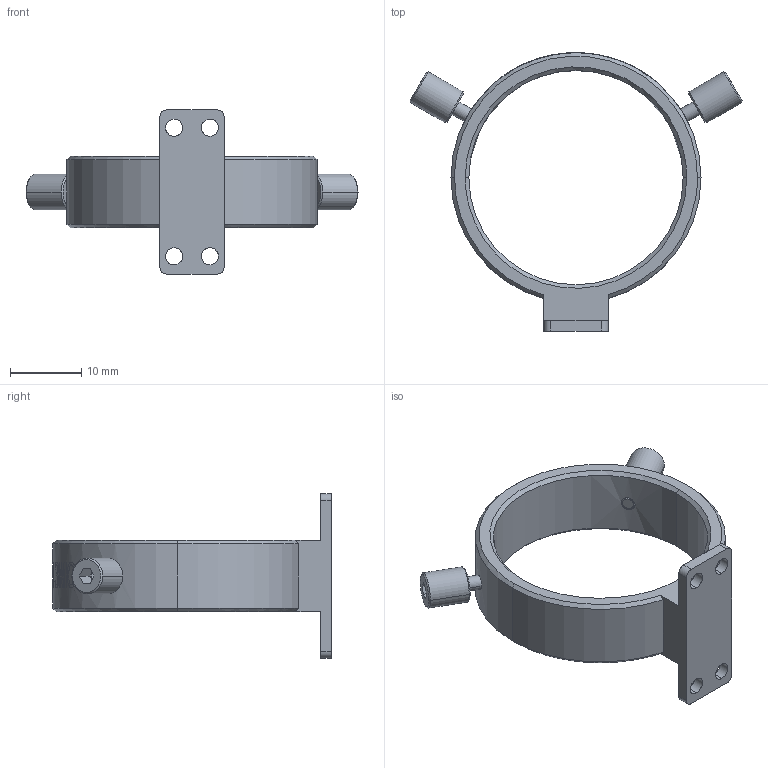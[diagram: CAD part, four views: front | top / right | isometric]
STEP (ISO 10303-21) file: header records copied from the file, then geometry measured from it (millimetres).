
FILE_DESCRIPTION (( 'STEP AP203' ), '1' );
FILE_NAME ('GCT-T13M01 俋倛芞.STEP', '2018-10-25T01:16:13', ( 'china' ), ( 'china' ), 'SwSTEP 2.0', 'SolidWorks 2015', '' );
FILE_SCHEMA (( 'CONFIG_CONTROL_DESIGN' ));
Length unit declared in the file: millimetre
Products named in the file (1): GCT-T13M01 俋倛芞
Bounding box: 46.47 x 39 x 23 mm (x, y, z)
Surface area: 3251 mm2 (no closed solid volume)
Topology: 0 solids, 5 shells, 125 faces, 335 edges, 231 vertices
Faces by surface type: plane 45, cylinder 40, cone 22, bspline 18
Entity records: 10298 total; most frequent: CARTESIAN_POINT 7396, ORIENTED_EDGE 652, DIRECTION 427, EDGE_CURVE 335, VERTEX_POINT 231, B_SPLINE_CURVE_WITH_KNOTS 162, EDGE_LOOP 154, AXIS2_PLACEMENT_3D 146
